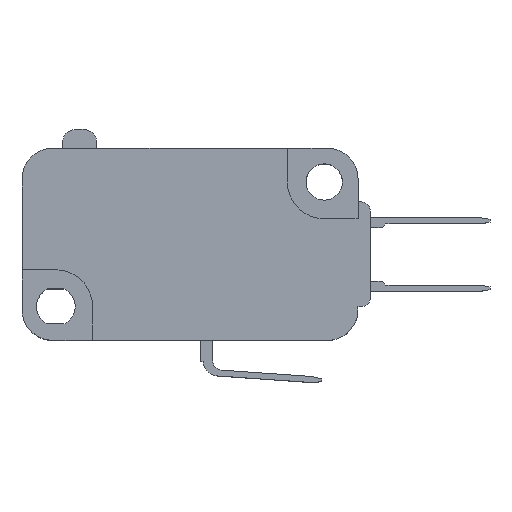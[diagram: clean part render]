
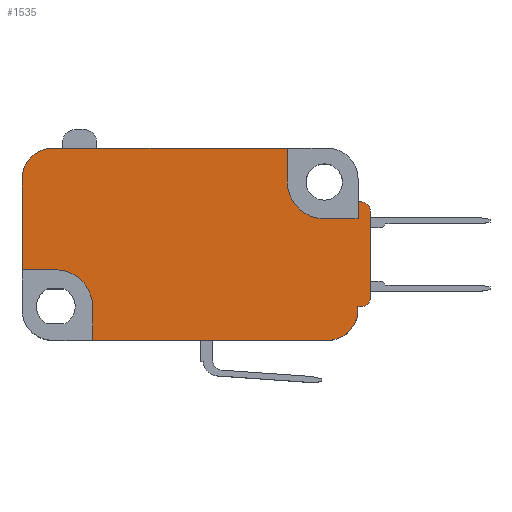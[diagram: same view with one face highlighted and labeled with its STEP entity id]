
A CAD part, top view. The second image highlights one B-rep face of the part: STEP entity #1535.
In plain terms, the highlighted planar face has unit normal (0, 0, 1).
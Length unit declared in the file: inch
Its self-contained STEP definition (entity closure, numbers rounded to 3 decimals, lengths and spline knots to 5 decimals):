
#16=LINE('',#2078,#183);
#28=LINE('',#2103,#195);
#136=LINE('',#2375,#303);
#140=LINE('',#2384,#307);
#143=LINE('',#2393,#310);
#150=LINE('',#2415,#317);
#165=LINE('',#2455,#332);
#168=LINE('',#2461,#335);
#172=LINE('',#2470,#339);
#175=LINE('',#2478,#342);
#177=LINE('',#2482,#344);
#180=LINE('',#2490,#347);
#183=VECTOR('',#1670,0.76486);
#195=VECTOR('',#1684,0.76486);
#303=VECTOR('',#1938,0.11014);
#307=VECTOR('',#1948,0.10998);
#310=VECTOR('',#1957,0.11014);
#317=VECTOR('',#1978,0.10998);
#332=VECTOR('',#2017,0.29602);
#335=VECTOR('',#2022,0.01);
#339=VECTOR('',#2032,0.28095);
#342=VECTOR('',#2041,0.01041);
#344=VECTOR('',#2045,0.01905);
#347=VECTOR('',#2058,0.05493);
#403=PLANE('',#1656);
#497=FACE_OUTER_BOUND('',#592,.T.);
#592=EDGE_LOOP('',(#1383,#1384,#1385,#1386,#1387,#1388,#1389,#1390,#1391,
#1392,#1393,#1394,#1395,#1396,#1397,#1398,#1399,#1400));
#618=CIRCLE('',#1613,0.12);
#622=CIRCLE('',#1624,0.12);
#632=CIRCLE('',#1644,0.03);
#633=CIRCLE('',#1647,0.03);
#634=CIRCLE('',#1651,0.1);
#635=CIRCLE('',#1653,0.1);
#640=VERTEX_POINT('',#2075);
#641=VERTEX_POINT('',#2077);
#652=VERTEX_POINT('',#2100);
#653=VERTEX_POINT('',#2102);
#738=VERTEX_POINT('',#2359);
#739=VERTEX_POINT('',#2360);
#744=VERTEX_POINT('',#2374);
#748=VERTEX_POINT('',#2391);
#749=VERTEX_POINT('',#2392);
#752=VERTEX_POINT('',#2400);
#770=VERTEX_POINT('',#2454);
#771=VERTEX_POINT('',#2459);
#772=VERTEX_POINT('',#2460);
#773=VERTEX_POINT('',#2465);
#774=VERTEX_POINT('',#2469);
#775=VERTEX_POINT('',#2473);
#776=VERTEX_POINT('',#2477);
#777=VERTEX_POINT('',#2481);
#782=EDGE_CURVE('',#640,#641,#16,.T.);
#794=EDGE_CURVE('',#652,#653,#28,.T.);
#919=EDGE_CURVE('',#738,#739,#618,.T.);
#926=EDGE_CURVE('',#744,#738,#136,.T.);
#931=EDGE_CURVE('',#739,#641,#140,.T.);
#935=EDGE_CURVE('',#748,#749,#143,.T.);
#939=EDGE_CURVE('',#749,#752,#622,.T.);
#946=EDGE_CURVE('',#752,#653,#150,.T.);
#967=EDGE_CURVE('',#748,#770,#165,.T.);
#970=EDGE_CURVE('',#771,#772,#168,.T.);
#973=EDGE_CURVE('',#772,#773,#632,.T.);
#975=EDGE_CURVE('',#773,#774,#172,.T.);
#977=EDGE_CURVE('',#774,#775,#633,.T.);
#979=EDGE_CURVE('',#775,#776,#175,.T.);
#981=EDGE_CURVE('',#776,#777,#177,.T.);
#983=EDGE_CURVE('',#777,#652,#634,.T.);
#984=EDGE_CURVE('',#770,#640,#635,.T.);
#986=EDGE_CURVE('',#771,#744,#180,.T.);
#1383=ORIENTED_EDGE('',*,*,#931,.T.);
#1384=ORIENTED_EDGE('',*,*,#782,.F.);
#1385=ORIENTED_EDGE('',*,*,#984,.F.);
#1386=ORIENTED_EDGE('',*,*,#967,.F.);
#1387=ORIENTED_EDGE('',*,*,#935,.T.);
#1388=ORIENTED_EDGE('',*,*,#939,.T.);
#1389=ORIENTED_EDGE('',*,*,#946,.T.);
#1390=ORIENTED_EDGE('',*,*,#794,.F.);
#1391=ORIENTED_EDGE('',*,*,#983,.F.);
#1392=ORIENTED_EDGE('',*,*,#981,.F.);
#1393=ORIENTED_EDGE('',*,*,#979,.F.);
#1394=ORIENTED_EDGE('',*,*,#977,.F.);
#1395=ORIENTED_EDGE('',*,*,#975,.F.);
#1396=ORIENTED_EDGE('',*,*,#973,.F.);
#1397=ORIENTED_EDGE('',*,*,#970,.F.);
#1398=ORIENTED_EDGE('',*,*,#986,.T.);
#1399=ORIENTED_EDGE('',*,*,#926,.T.);
#1400=ORIENTED_EDGE('',*,*,#919,.T.);
#1535=ADVANCED_FACE('',(#497),#403,.T.);
#1613=AXIS2_PLACEMENT_3D('',#2361,#1925,#1926);
#1624=AXIS2_PLACEMENT_3D('',#2401,#1963,#1964);
#1644=AXIS2_PLACEMENT_3D('',#2466,#2027,#2028);
#1647=AXIS2_PLACEMENT_3D('',#2474,#2036,#2037);
#1651=AXIS2_PLACEMENT_3D('',#2485,#2049,#2050);
#1653=AXIS2_PLACEMENT_3D('',#2487,#2053,#2054);
#1656=AXIS2_PLACEMENT_3D('',#2492,#2061,#2062);
#1670=DIRECTION('',(1.,0.,0.));
#1684=DIRECTION('',(-1.,0.,0.));
#1925=DIRECTION('center_axis',(0.,0.,-1.));
#1926=DIRECTION('ref_axis',(-1.,0.,0.));
#1938=DIRECTION('',(-1.,0.,0.));
#1948=DIRECTION('',(0.,1.,0.));
#1957=DIRECTION('',(1.,0.,0.));
#1963=DIRECTION('center_axis',(0.,0.,-1.));
#1964=DIRECTION('ref_axis',(1.,0.,0.));
#1978=DIRECTION('',(0.,-1.,0.));
#2017=DIRECTION('',(0.,1.,0.));
#2022=DIRECTION('',(1.,0.,0.));
#2027=DIRECTION('center_axis',(0.,0.,-1.));
#2028=DIRECTION('ref_axis',(1.,0.,0.));
#2032=DIRECTION('',(0.,-1.,0.));
#2036=DIRECTION('center_axis',(0.,0.,-1.));
#2037=DIRECTION('ref_axis',(0.,-1.,0.));
#2041=DIRECTION('',(-1.,0.,0.));
#2045=DIRECTION('',(0.,-1.,0.));
#2049=DIRECTION('center_axis',(0.,0.,-1.));
#2050=DIRECTION('ref_axis',(0.,-1.,0.));
#2053=DIRECTION('center_axis',(0.,0.,-1.));
#2054=DIRECTION('ref_axis',(0.,1.,0.));
#2058=DIRECTION('',(0.,-1.,0.));
#2061=DIRECTION('center_axis',(0.,0.,1.));
#2062=DIRECTION('ref_axis',(1.,0.,0.));
#2075=CARTESIAN_POINT('',(4.08,3.51963,0.193));
#2077=CARTESIAN_POINT('',(4.84486,3.51963,0.193));
#2078=CARTESIAN_POINT('',(4.975,3.51963,0.193));
#2100=CARTESIAN_POINT('',(4.975,2.89363,0.193));
#2102=CARTESIAN_POINT('',(4.21014,2.89363,0.193));
#2103=CARTESIAN_POINT('',(4.07999,2.89363,0.193));
#2359=CARTESIAN_POINT('',(4.96486,3.28965,0.193));
#2360=CARTESIAN_POINT('',(4.84486,3.40965,0.193));
#2361=CARTESIAN_POINT('Origin',(4.96486,3.40965,0.193));
#2374=CARTESIAN_POINT('',(5.075,3.28965,0.193));
#2375=CARTESIAN_POINT('',(5.01831,3.28965,0.193));
#2384=CARTESIAN_POINT('',(4.84486,3.40799,0.193));
#2391=CARTESIAN_POINT('',(3.98,3.1236,0.193));
#2392=CARTESIAN_POINT('',(4.09014,3.1236,0.193));
#2393=CARTESIAN_POINT('',(4.47081,3.1236,0.193));
#2400=CARTESIAN_POINT('',(4.21014,3.0036,0.193));
#2401=CARTESIAN_POINT('Origin',(4.09014,3.0036,0.193));
#2415=CARTESIAN_POINT('',(4.21014,3.20496,0.193));
#2454=CARTESIAN_POINT('',(3.98,3.41963,0.193));
#2455=CARTESIAN_POINT('',(3.98,3.41963,0.193));
#2459=CARTESIAN_POINT('',(5.075,3.34458,0.193));
#2460=CARTESIAN_POINT('',(5.085,3.34458,0.193));
#2461=CARTESIAN_POINT('',(5.085,3.34458,0.193));
#2465=CARTESIAN_POINT('',(5.115,3.31458,0.193));
#2466=CARTESIAN_POINT('Origin',(5.085,3.31458,0.193));
#2469=CARTESIAN_POINT('',(5.115,3.03363,0.193));
#2470=CARTESIAN_POINT('',(5.115,3.03363,0.193));
#2473=CARTESIAN_POINT('',(5.085,3.00363,0.193));
#2474=CARTESIAN_POINT('Origin',(5.085,3.03363,0.193));
#2477=CARTESIAN_POINT('',(5.07459,3.00363,0.193));
#2478=CARTESIAN_POINT('',(5.07459,3.00363,0.193));
#2481=CARTESIAN_POINT('',(5.07459,2.98457,0.193));
#2482=CARTESIAN_POINT('',(5.07459,2.98457,0.193));
#2485=CARTESIAN_POINT('Origin',(4.975,2.99363,0.193));
#2487=CARTESIAN_POINT('Origin',(4.08,3.41963,0.193));
#2490=CARTESIAN_POINT('',(5.075,3.37545,0.193));
#2492=CARTESIAN_POINT('Origin',(4.96162,3.40632,0.193));
